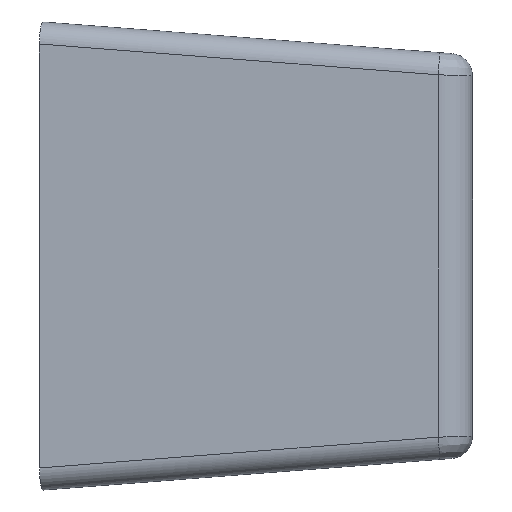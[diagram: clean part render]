
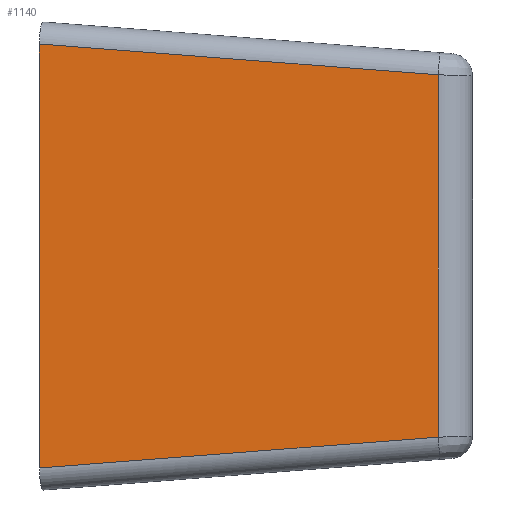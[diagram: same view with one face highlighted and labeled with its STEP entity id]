
A CAD part, top view. The second image highlights one B-rep face of the part: STEP entity #1140.
In plain terms, the highlighted planar face has unit normal (0.041, 0, 0.999).
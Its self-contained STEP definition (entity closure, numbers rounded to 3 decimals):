
#71 = PLANE('',#72);
#72 = AXIS2_PLACEMENT_3D('',#73,#74,#75);
#73 = CARTESIAN_POINT('',(-97.028,-145.536,18.));
#74 = DIRECTION('',(-0.986,0.,-0.164)
  );
#75 = DIRECTION('',(0.164,0.,-0.986)
  );
#98 = CYLINDRICAL_SURFACE('',#99,5.);
#99 = AXIS2_PLACEMENT_3D('',#100,#101,#102);
#100 = CARTESIAN_POINT('',(-8.26,-40.624,9.336)
  );
#101 = DIRECTION('',(-0.996,-0.077,
    0.041));
#102 = DIRECTION('',(0.077,-0.997,0.));
#525 = VERTEX_POINT('',#526);
#526 = CARTESIAN_POINT('',(-97.028,-47.501,18.));
#551 = EDGE_CURVE('',#525,#552,#554,.T.);
#552 = VERTEX_POINT('',#553);
#553 = CARTESIAN_POINT('',(-97.028,47.501,18.));
#554 = SURFACE_CURVE('',#555,(#559,#566),.PCURVE_S1.);
#555 = LINE('',#556,#557);
#556 = CARTESIAN_POINT('',(-97.028,-52.5,18.));
#557 = VECTOR('',#558,1.);
#558 = DIRECTION('',(0.,1.,0.));
#559 = PCURVE('',#71,#560);
#560 = DEFINITIONAL_REPRESENTATION('',(#561),#565);
#561 = LINE('',#562,#563);
#562 = CARTESIAN_POINT('',(0.,-93.036));
#563 = VECTOR('',#564,1.);
#564 = DIRECTION('',(0.,-1.));
#565 = ( GEOMETRIC_REPRESENTATION_CONTEXT(2) 
PARAMETRIC_REPRESENTATION_CONTEXT() REPRESENTATION_CONTEXT('2D SPACE',''
  ) );
#566 = PCURVE('',#567,#572);
#567 = PLANE('',#568);
#568 = AXIS2_PLACEMENT_3D('',#569,#570,#571);
#569 = CARTESIAN_POINT('',(-97.028,-145.536,18.));
#570 = DIRECTION('',(-0.041,0.,
    -0.999));
#571 = DIRECTION('',(0.999,0.,
    -0.041));
#572 = DEFINITIONAL_REPRESENTATION('',(#573),#577);
#573 = LINE('',#574,#575);
#574 = CARTESIAN_POINT('',(0.,-93.036));
#575 = VECTOR('',#576,1.);
#576 = DIRECTION('',(0.,-1.));
#577 = ( GEOMETRIC_REPRESENTATION_CONTEXT(2) 
PARAMETRIC_REPRESENTATION_CONTEXT() REPRESENTATION_CONTEXT('2D SPACE',''
  ) );
#596 = CYLINDRICAL_SURFACE('',#597,5.);
#597 = AXIS2_PLACEMENT_3D('',#598,#599,#600);
#598 = CARTESIAN_POINT('',(-8.26,40.624,9.336)
  );
#599 = DIRECTION('',(-0.996,0.077,
    0.041));
#600 = DIRECTION('',(0.041,0.,0.999
    ));
#636 = VERTEX_POINT('',#637);
#637 = CARTESIAN_POINT('',(-7.67,-40.594,
    14.316));
#658 = CYLINDRICAL_SURFACE('',#659,8.);
#659 = AXIS2_PLACEMENT_3D('',#660,#661,#662);
#660 = CARTESIAN_POINT('',(-8.,-45.,6.323));
#661 = DIRECTION('',(0.,1.,0.));
#662 = DIRECTION('',(0.041,0.,
    0.999));
#705 = EDGE_CURVE('',#636,#525,#706,.T.);
#706 = SURFACE_CURVE('',#707,(#711,#718),.PCURVE_S1.);
#707 = LINE('',#708,#709);
#708 = CARTESIAN_POINT('',(-8.054,-40.624,
    14.332));
#709 = VECTOR('',#710,1.);
#710 = DIRECTION('',(-0.996,-0.077,
    0.041));
#711 = PCURVE('',#98,#712);
#712 = DEFINITIONAL_REPRESENTATION('',(#713),#717);
#713 = LINE('',#714,#715);
#714 = CARTESIAN_POINT('',(1.568,0.));
#715 = VECTOR('',#716,1.);
#716 = DIRECTION('',(0.,1.));
#717 = ( GEOMETRIC_REPRESENTATION_CONTEXT(2) 
PARAMETRIC_REPRESENTATION_CONTEXT() REPRESENTATION_CONTEXT('2D SPACE',''
  ) );
#718 = PCURVE('',#567,#719);
#719 = DEFINITIONAL_REPRESENTATION('',(#720),#724);
#720 = LINE('',#721,#722);
#721 = CARTESIAN_POINT('',(89.05,-104.913));
#722 = VECTOR('',#723,1.);
#723 = DIRECTION('',(-0.997,0.077));
#724 = ( GEOMETRIC_REPRESENTATION_CONTEXT(2) 
PARAMETRIC_REPRESENTATION_CONTEXT() REPRESENTATION_CONTEXT('2D SPACE',''
  ) );
#1140 = ADVANCED_FACE('',(#1141),#567,.F.);
#1141 = FACE_BOUND('',#1142,.F.);
#1142 = EDGE_LOOP('',(#1143,#1166,#1167,#1168));
#1143 = ORIENTED_EDGE('',*,*,#1144,.F.);
#1144 = EDGE_CURVE('',#636,#1145,#1147,.T.);
#1145 = VERTEX_POINT('',#1146);
#1146 = CARTESIAN_POINT('',(-7.67,40.594,
    14.316));
#1147 = SURFACE_CURVE('',#1148,(#1152,#1159),.PCURVE_S1.);
#1148 = LINE('',#1149,#1150);
#1149 = CARTESIAN_POINT('',(-7.67,-45.,14.316));
#1150 = VECTOR('',#1151,1.);
#1151 = DIRECTION('',(0.,1.,0.));
#1152 = PCURVE('',#567,#1153);
#1153 = DEFINITIONAL_REPRESENTATION('',(#1154),#1158);
#1154 = LINE('',#1155,#1156);
#1155 = CARTESIAN_POINT('',(89.433,-100.536));
#1156 = VECTOR('',#1157,1.);
#1157 = DIRECTION('',(0.,-1.));
#1158 = ( GEOMETRIC_REPRESENTATION_CONTEXT(2) 
PARAMETRIC_REPRESENTATION_CONTEXT() REPRESENTATION_CONTEXT('2D SPACE',''
  ) );
#1159 = PCURVE('',#658,#1160);
#1160 = DEFINITIONAL_REPRESENTATION('',(#1161),#1165);
#1161 = LINE('',#1162,#1163);
#1162 = CARTESIAN_POINT('',(0.,0.));
#1163 = VECTOR('',#1164,1.);
#1164 = DIRECTION('',(0.,1.));
#1165 = ( GEOMETRIC_REPRESENTATION_CONTEXT(2) 
PARAMETRIC_REPRESENTATION_CONTEXT() REPRESENTATION_CONTEXT('2D SPACE',''
  ) );
#1166 = ORIENTED_EDGE('',*,*,#705,.T.);
#1167 = ORIENTED_EDGE('',*,*,#551,.T.);
#1168 = ORIENTED_EDGE('',*,*,#1169,.F.);
#1169 = EDGE_CURVE('',#1145,#552,#1170,.T.);
#1170 = SURFACE_CURVE('',#1171,(#1175,#1182),.PCURVE_S1.);
#1171 = LINE('',#1172,#1173);
#1172 = CARTESIAN_POINT('',(-8.054,40.624,
    14.332));
#1173 = VECTOR('',#1174,1.);
#1174 = DIRECTION('',(-0.996,0.077,
    0.041));
#1175 = PCURVE('',#567,#1176);
#1176 = DEFINITIONAL_REPRESENTATION('',(#1177),#1181);
#1177 = LINE('',#1178,#1179);
#1178 = CARTESIAN_POINT('',(89.05,-186.16));
#1179 = VECTOR('',#1180,1.);
#1180 = DIRECTION('',(-0.997,-0.077));
#1181 = ( GEOMETRIC_REPRESENTATION_CONTEXT(2) 
PARAMETRIC_REPRESENTATION_CONTEXT() REPRESENTATION_CONTEXT('2D SPACE',''
  ) );
#1182 = PCURVE('',#596,#1183);
#1183 = DEFINITIONAL_REPRESENTATION('',(#1184),#1188);
#1184 = LINE('',#1185,#1186);
#1185 = CARTESIAN_POINT('',(0.,0.));
#1186 = VECTOR('',#1187,1.);
#1187 = DIRECTION('',(0.,1.));
#1188 = ( GEOMETRIC_REPRESENTATION_CONTEXT(2) 
PARAMETRIC_REPRESENTATION_CONTEXT() REPRESENTATION_CONTEXT('2D SPACE',''
  ) );
